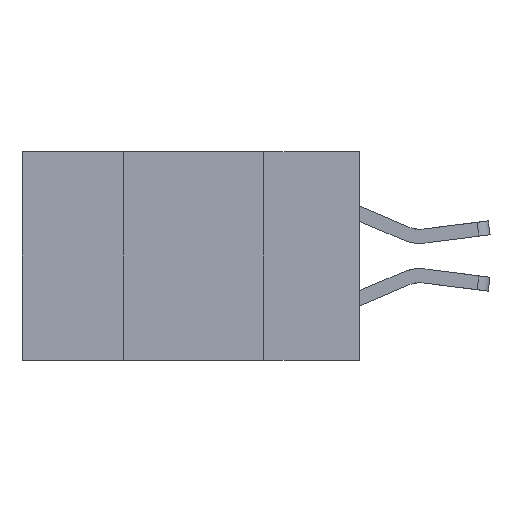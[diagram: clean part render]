
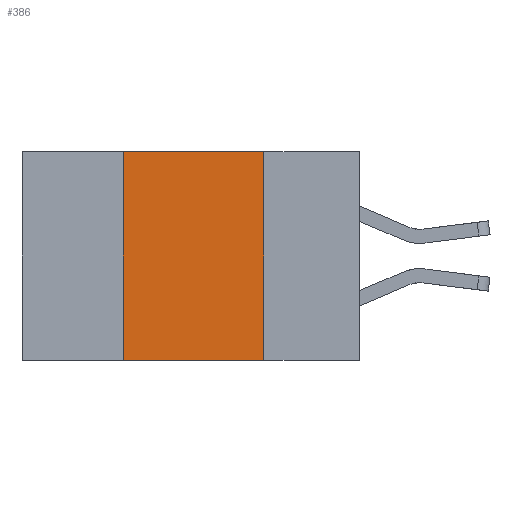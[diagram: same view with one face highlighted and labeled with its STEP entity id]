
A CAD part, left-side view. The second image highlights one B-rep face of the part: STEP entity #386.
In plain terms, the highlighted planar face has unit normal (-1, 0, 0).
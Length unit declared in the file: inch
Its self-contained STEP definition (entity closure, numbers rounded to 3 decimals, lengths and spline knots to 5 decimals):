
#178 = DIRECTION ( 'NONE',  ( 0., -1., 0. ) ) ;
#386 = ADVANCED_FACE ( 'NONE', ( #10496 ), #15320, .F. ) ;
#561 = VERTEX_POINT ( 'NONE', #13253 ) ;
#633 = CARTESIAN_POINT ( 'NONE',  ( 0., 0.42, 0. ) ) ;
#1034 = VERTEX_POINT ( 'NONE', #6513 ) ;
#1353 = LINE ( 'NONE', #10708, #9718 ) ;
#1797 = VERTEX_POINT ( 'NONE', #2487 ) ;
#1817 = LINE ( 'NONE', #633, #7879 ) ;
#2313 = EDGE_CURVE ( 'NONE', #1797, #6576, #1353, .T. ) ;
#2487 = CARTESIAN_POINT ( 'NONE',  ( 0., 0.42, 0. ) ) ;
#2970 = CARTESIAN_POINT ( 'NONE',  ( 0., 0.17, 0. ) ) ;
#3145 = ORIENTED_EDGE ( 'NONE', *, *, #2313, .F. ) ;
#3665 = AXIS2_PLACEMENT_3D ( 'NONE', #15394, #9397, #4662 ) ;
#4175 = ORIENTED_EDGE ( 'NONE', *, *, #12831, .F. ) ;
#4255 = LINE ( 'NONE', #2970, #4447 ) ;
#4447 = VECTOR ( 'NONE', #7790, 39.37008 ) ;
#4662 = DIRECTION ( 'NONE',  ( 0., 0., -1. ) ) ;
#5558 = DIRECTION ( 'NONE',  ( 0., 0., 1. ) ) ;
#6513 = CARTESIAN_POINT ( 'NONE',  ( 0., 0.17, -0.37 ) ) ;
#6576 = VERTEX_POINT ( 'NONE', #8120 ) ;
#7790 = DIRECTION ( 'NONE',  ( 0., 0., -1. ) ) ;
#7879 = VECTOR ( 'NONE', #5558, 39.37008 ) ;
#8043 = EDGE_CURVE ( 'NONE', #561, #1797, #1817, .T. ) ;
#8120 = CARTESIAN_POINT ( 'NONE',  ( 0., 0.17, 0. ) ) ;
#8307 = ORIENTED_EDGE ( 'NONE', *, *, #8787, .T. ) ;
#8491 = LINE ( 'NONE', #9688, #9433 ) ;
#8545 = ORIENTED_EDGE ( 'NONE', *, *, #8043, .F. ) ;
#8787 = EDGE_CURVE ( 'NONE', #561, #1034, #8491, .T. ) ;
#9397 = DIRECTION ( 'NONE',  ( 1., 0., 0. ) ) ;
#9433 = VECTOR ( 'NONE', #14659, 39.37008 ) ;
#9688 = CARTESIAN_POINT ( 'NONE',  ( 0., 0.6, -0.37 ) ) ;
#9718 = VECTOR ( 'NONE', #178, 39.37008 ) ;
#10496 = FACE_OUTER_BOUND ( 'NONE', #15342, .T. ) ;
#10708 = CARTESIAN_POINT ( 'NONE',  ( 0., 0.6, 0. ) ) ;
#12831 = EDGE_CURVE ( 'NONE', #6576, #1034, #4255, .T. ) ;
#13253 = CARTESIAN_POINT ( 'NONE',  ( 0., 0.42, -0.37 ) ) ;
#14659 = DIRECTION ( 'NONE',  ( 0., -1., 0. ) ) ;
#15320 = PLANE ( 'NONE',  #3665 ) ;
#15342 = EDGE_LOOP ( 'NONE', ( #4175, #3145, #8545, #8307 ) ) ;
#15394 = CARTESIAN_POINT ( 'NONE',  ( 0., 0.6, 0. ) ) ;
